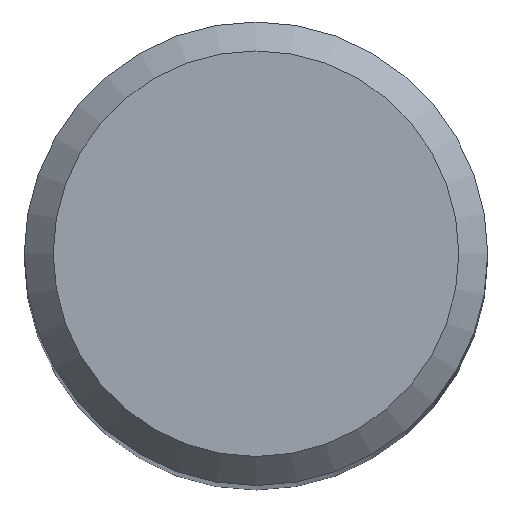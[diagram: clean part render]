
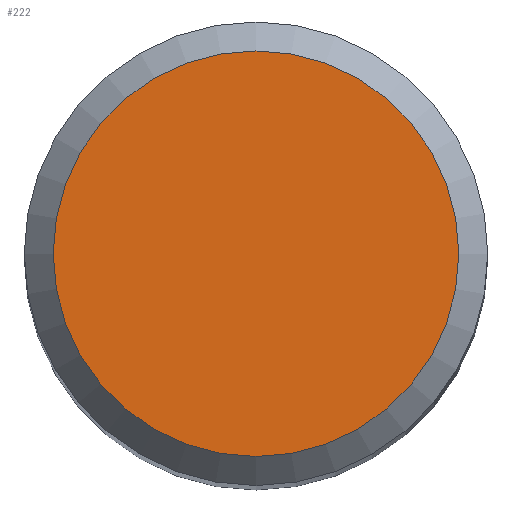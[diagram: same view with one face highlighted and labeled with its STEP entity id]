
A CAD part, top view. The second image highlights one B-rep face of the part: STEP entity #222.
In plain terms, the highlighted planar face has unit normal (0, 0, 1).
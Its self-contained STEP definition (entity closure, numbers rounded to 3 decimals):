
#25=PLANE($,#255);
#49=CIRCLE($,#254,3.5);
#64=FACE_OUTER_BOUND($,#86,.T.);
#86=EDGE_LOOP($,(#201));
#120=VERTEX_POINT($,#509);
#147=EDGE_CURVE($,#120,#120,#49,.T.);
#201=ORIENTED_EDGE($,*,*,#147,.F.);
#222=ADVANCED_FACE($,(#64),#25,.F.);
#254=AXIS2_PLACEMENT_3D($,#510,#319,#320);
#255=AXIS2_PLACEMENT_3D($,#511,#321,#322);
#319=DIRECTION('center_axis',(0.,0.,-1.));
#320=DIRECTION('ref_axis',(-1.,0.,0.));
#321=DIRECTION('center_axis',(0.,0.,-1.));
#322=DIRECTION('ref_axis',(-1.,0.,0.));
#509=CARTESIAN_POINT('',(3.5,0.,45.));
#510=CARTESIAN_POINT('Origin',(0.,0.,45.));
#511=CARTESIAN_POINT('Origin',(0.,0.,45.));
